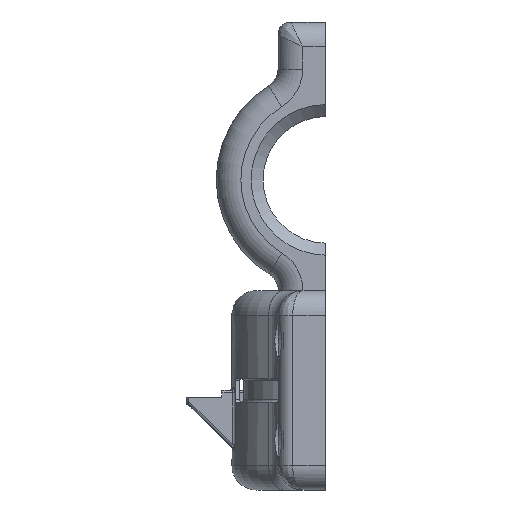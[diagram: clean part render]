
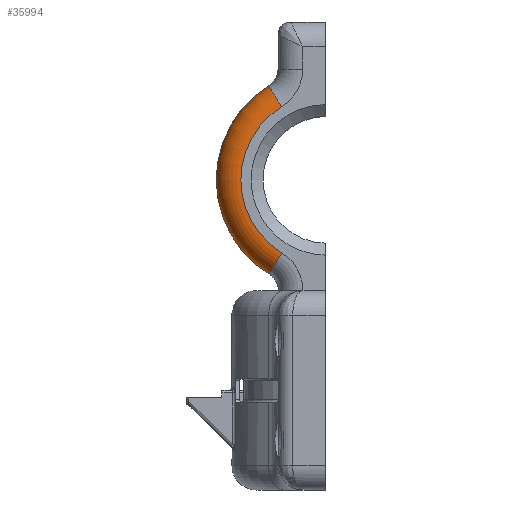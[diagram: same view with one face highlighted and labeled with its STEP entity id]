
A CAD part, left-side view. The second image highlights one B-rep face of the part: STEP entity #35994.
In plain terms, the highlighted toroidal (fillet/blend) face has major radius 17.844 mm and minor radius 5.13 mm.
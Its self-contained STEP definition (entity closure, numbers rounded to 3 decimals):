
#820 = FACE_OUTER_BOUND ( 'NONE', #824, .T. ) ;
#824 = EDGE_LOOP ( 'NONE', ( #3985, #22542, #34262, #16292 ) ) ;
#1188 = CIRCLE ( 'NONE', #19311, 22.974 ) ;
#3985 = ORIENTED_EDGE ( 'NONE', *, *, #31773, .T. ) ;
#4634 = CARTESIAN_POINT ( 'NONE',  ( -15.637, 91.825, 481. ) ) ;
#6883 = CIRCLE ( 'NONE', #19154, 5.13 ) ;
#7183 = DIRECTION ( 'NONE',  ( 0., 0., -1. ) ) ;
#7515 = DIRECTION ( 'NONE',  ( 0., 0., -1. ) ) ;
#8194 = DIRECTION ( 'NONE',  ( 0., -0.852, 0.524 ) ) ;
#8683 = DIRECTION ( 'NONE',  ( -1., 0., 0. ) ) ;
#11303 = DIRECTION ( 'NONE',  ( 0., -0.524, -0.852 ) ) ;
#12860 = DIRECTION ( 'NONE',  ( 1., 0., 0. ) ) ;
#13342 = AXIS2_PLACEMENT_3D ( 'NONE', #4634, #12860, #7183 ) ;
#13550 = CARTESIAN_POINT ( 'NONE',  ( -15.637, 91.825, 481. ) ) ;
#14011 = CARTESIAN_POINT ( 'NONE',  ( -20.767, 91.825, 481. ) ) ;
#14447 = AXIS2_PLACEMENT_3D ( 'NONE', #14011, #8683, #36103 ) ;
#15975 = VERTEX_POINT ( 'NONE', #30938 ) ;
#16061 = CARTESIAN_POINT ( 'NONE',  ( -15.637, 103.858, 500.571 ) ) ;
#16292 = ORIENTED_EDGE ( 'NONE', *, *, #22472, .F. ) ;
#19154 = AXIS2_PLACEMENT_3D ( 'NONE', #36148, #8194, #11303 ) ;
#19308 = VERTEX_POINT ( 'NONE', #26981 ) ;
#19311 = AXIS2_PLACEMENT_3D ( 'NONE', #13550, #21608, #7515 ) ;
#20381 = VERTEX_POINT ( 'NONE', #29223 ) ;
#21608 = DIRECTION ( 'NONE',  ( 1., 0., 0. ) ) ;
#22472 = EDGE_CURVE ( 'NONE', #19308, #30923, #1188, .T. ) ;
#22542 = ORIENTED_EDGE ( 'NONE', *, *, #32347, .F. ) ;
#22697 = TOROIDAL_SURFACE ( 'NONE', #13342, 17.844, 5.13 ) ;
#23440 = CARTESIAN_POINT ( 'NONE',  ( -15.637, 101.125, 465.771 ) ) ;
#26981 = CARTESIAN_POINT ( 'NONE',  ( -15.637, 103.799, 461.393 ) ) ;
#27278 = CIRCLE ( 'NONE', #29595, 5.13 ) ;
#28560 = DIRECTION ( 'NONE',  ( 0., 0.853, 0.521 ) ) ;
#29223 = CARTESIAN_POINT ( 'NONE',  ( -20.767, 101.171, 496.201 ) ) ;
#29595 = AXIS2_PLACEMENT_3D ( 'NONE', #23440, #28560, #34567 ) ;
#30191 = CIRCLE ( 'NONE', #14447, 17.844 ) ;
#30923 = VERTEX_POINT ( 'NONE', #16061 ) ;
#30938 = CARTESIAN_POINT ( 'NONE',  ( -20.767, 101.125, 465.771 ) ) ;
#31773 = EDGE_CURVE ( 'NONE', #19308, #15975, #27278, .T. ) ;
#32347 = EDGE_CURVE ( 'NONE', #20381, #15975, #30191, .T. ) ;
#33507 = EDGE_CURVE ( 'NONE', #30923, #20381, #6883, .T. ) ;
#34262 = ORIENTED_EDGE ( 'NONE', *, *, #33507, .F. ) ;
#34567 = DIRECTION ( 'NONE',  ( 0., -0.521, 0.853 ) ) ;
#35994 = ADVANCED_FACE ( 'NONE', ( #820 ), #22697, .T. ) ;
#36103 = DIRECTION ( 'NONE',  ( 0., 0., -1. ) ) ;
#36148 = CARTESIAN_POINT ( 'NONE',  ( -15.637, 101.171, 496.201 ) ) ;
